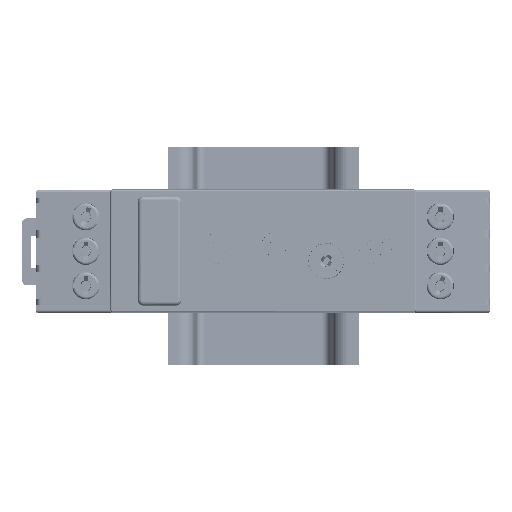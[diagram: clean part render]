
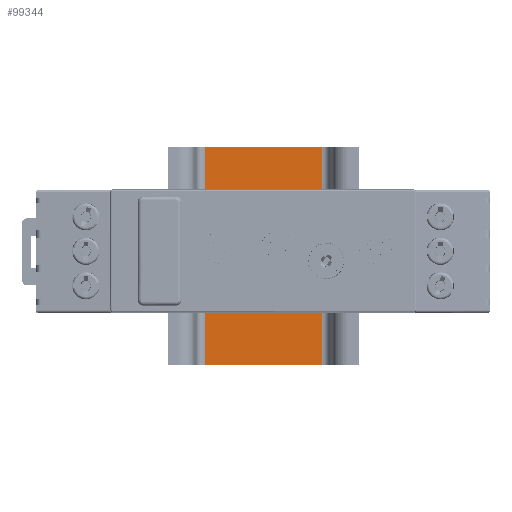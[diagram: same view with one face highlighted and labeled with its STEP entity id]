
A CAD part, top view. The second image highlights one B-rep face of the part: STEP entity #99344.
In plain terms, the highlighted planar face has unit normal (0.001, 0.003, 1).
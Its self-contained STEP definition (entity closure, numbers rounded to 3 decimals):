
#25931=ORIENTED_EDGE('',*,*,#45289,.F.);
#25932=ORIENTED_EDGE('',*,*,#45344,.F.);
#25933=ORIENTED_EDGE('',*,*,#45291,.T.);
#25934=ORIENTED_EDGE('',*,*,#45345,.T.);
#45289=EDGE_CURVE('',#56565,#56562,#67276,.T.);
#45291=EDGE_CURVE('',#56568,#56567,#67277,.T.);
#45344=EDGE_CURVE('',#56568,#56565,#67317,.T.);
#45345=EDGE_CURVE('',#56567,#56562,#67318,.T.);
#56562=VERTEX_POINT('',#188579);
#56565=VERTEX_POINT('',#188584);
#56567=VERTEX_POINT('',#188589);
#56568=VERTEX_POINT('',#188591);
#67276=LINE('',#188585,#77597);
#67277=LINE('',#188590,#77598);
#67317=LINE('',#188695,#77638);
#67318=LINE('',#188696,#77639);
#77597=VECTOR('',#133358,1000.);
#77598=VECTOR('',#133363,1000.);
#77638=VECTOR('',#133465,1000.);
#77639=VECTOR('',#133466,1000.);
#84197=EDGE_LOOP('',(#25931,#25932,#25933,#25934));
#90026=FACE_BOUND('',#84197,.T.);
#94712=PLANE('',#114040);
#99344=ADVANCED_FACE('',(#90026),#94712,.F.);
#114040=AXIS2_PLACEMENT_3D('',#188694,#133463,#133464);
#133358=DIRECTION('',(0.,1.,-0.003));
#133363=DIRECTION('',(0.,1.,-0.003));
#133463=DIRECTION('',(-0.001,-0.003,-1.));
#133464=DIRECTION('',(-1.,0.,0.001));
#133465=DIRECTION('',(-1.,0.,0.001));
#133466=DIRECTION('',(-1.,0.,0.001));
#188579=CARTESIAN_POINT('',(-10.65,13.944,-36.81));
#188584=CARTESIAN_POINT('',(-10.65,-26.056,-36.705));
#188585=CARTESIAN_POINT('',(-10.65,-41.766,-36.664));
#188589=CARTESIAN_POINT('',(10.76,13.944,-36.831));
#188590=CARTESIAN_POINT('',(10.76,-41.766,-36.685));
#188591=CARTESIAN_POINT('',(10.76,-26.056,-36.726));
#188694=CARTESIAN_POINT('',(10.76,-41.766,-36.685));
#188695=CARTESIAN_POINT('',(10.76,-26.056,-36.726));
#188696=CARTESIAN_POINT('',(10.76,13.944,-36.831));
